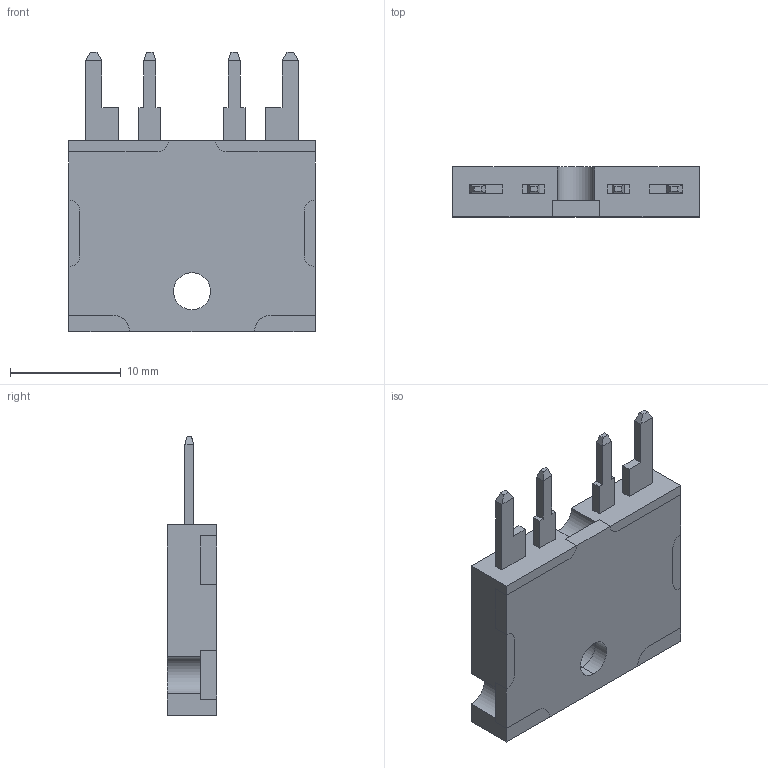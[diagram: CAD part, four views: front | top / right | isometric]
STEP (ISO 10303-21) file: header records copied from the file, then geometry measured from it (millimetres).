
FILE_DESCRIPTION (( 'STEP AP203' ), '1' );
FILE_NAME ('FHR_4-2321.STEP', '2024-07-17T13:40:17', ( '' ), ( '' ), 'SwSTEP 2.0', 'SolidWorks 2023', '' );
FILE_SCHEMA (( 'CONFIG_CONTROL_DESIGN' ));
Length unit declared in the file: millimetre
Products named in the file (1): FHR_4-2321
Bounding box: 22.3 x 4.5 x 25.25 mm (x, y, z)
Volume: 1694.5 mm3; surface area: 2108.4 mm2
Topology: 4 solids, 4 shells, 108 faces, 278 edges, 180 vertices
Faces by surface type: plane 85, cylinder 23
Entity records: 3319 total; most frequent: CARTESIAN_POINT 567, ORIENTED_EDGE 556, DIRECTION 542, EDGE_CURVE 278, VECTOR 232, LINE 232, VERTEX_POINT 180, AXIS2_PLACEMENT_3D 155
